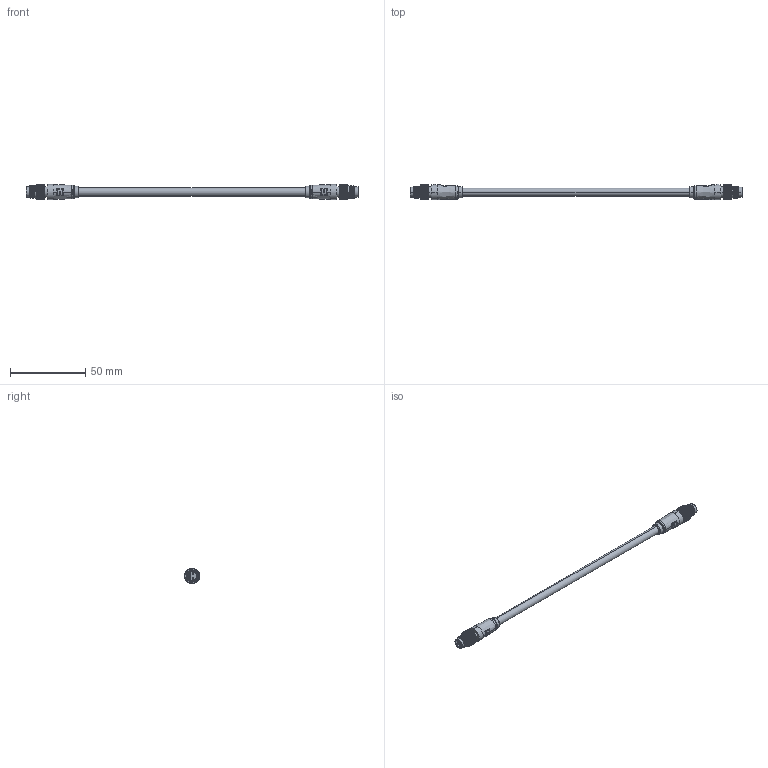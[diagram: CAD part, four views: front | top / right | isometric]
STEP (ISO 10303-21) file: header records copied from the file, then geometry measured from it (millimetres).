
FILE_DESCRIPTION (( 'STEP AP203' ), '1' );
FILE_NAME ('10-04163.STEP', '2021-10-04T21:02:08', ( '' ), ( '' ), 'SwSTEP 2.0', 'SolidWorks 2021', '' );
FILE_SCHEMA (( 'CONFIG_CONTROL_DESIGN' ));
Length unit declared in the file: millimetre
Products named in the file (8): 50-00680-03___; 50-00680-02___; 50-00680___; 10-04163; 50-00680-04___; 30-01579_blunt cut; 50-00680-01___; 24-00378_3D print
Assembly tree (12 placements, depth 3):
  10-04163
    30-01579_blunt cut
    24-00378_3D print  x2
    50-00680___  x2
      50-00680-01___
      50-00680-02___
      50-00680-03___
      50-00680-04___
Bounding box: 220 x 10.25 x 10 mm (x, y, z)
Volume: 7763.9 mm3; surface area: 42961.3 mm2
Topology: 225 solids, 225 shells, 5764 faces, 11606 edges, 6330 vertices
Faces by surface type: bspline 3002, cylinder 1716, plane 618, cone 350, torus 62, sphere 16
Entity records: 137370 total; most frequent: CARTESIAN_POINT 76025, ORIENTED_EDGE 13702, DIRECTION 9079, EDGE_CURVE 6851, AXIS2_PLACEMENT_3D 3988, VERTEX_POINT 3885, EDGE_LOOP 3862, B_SPLINE_CURVE_WITH_KNOTS 3649
